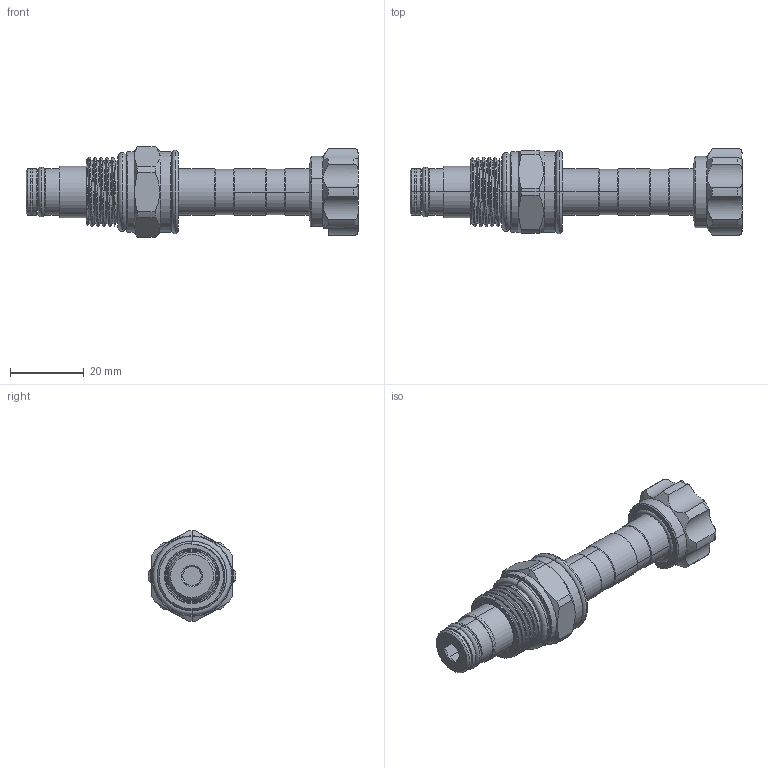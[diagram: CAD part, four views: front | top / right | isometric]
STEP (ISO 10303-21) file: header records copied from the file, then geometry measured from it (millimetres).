
FILE_DESCRIPTION (( 'STEP AP203' ), '1' );
FILE_NAME ('EP08W2A07N04.STEP', '2016-08-12T08:32:16', ( '' ), ( '' ), 'SwSTEP 2.0', 'SolidWorks 2012', '' );
FILE_SCHEMA (( 'CONFIG_CONTROL_DESIGN' ));
Length unit declared in the file: millimetre
Products named in the file (1): EP08W2A07N04
Bounding box: 90.03 x 23.79 x 24.65 mm (x, y, z)
Volume: 19253.9 mm3; surface area: 8202.9 mm2
Topology: 6 solids, 6 shells, 219 faces, 516 edges, 305 vertices
Faces by surface type: cylinder 92, plane 47, torus 38, cone 31, bspline 11
Entity records: 7773 total; most frequent: CARTESIAN_POINT 2774, DIRECTION 1080, ORIENTED_EDGE 1008, EDGE_CURVE 504, AXIS2_PLACEMENT_3D 463, VERTEX_POINT 305, CIRCLE 254, EDGE_LOOP 239
